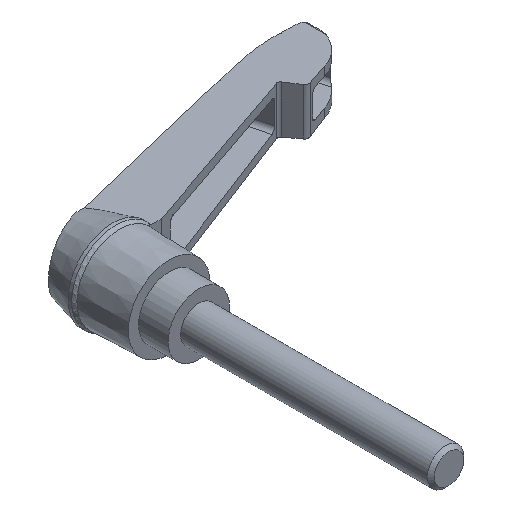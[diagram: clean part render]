
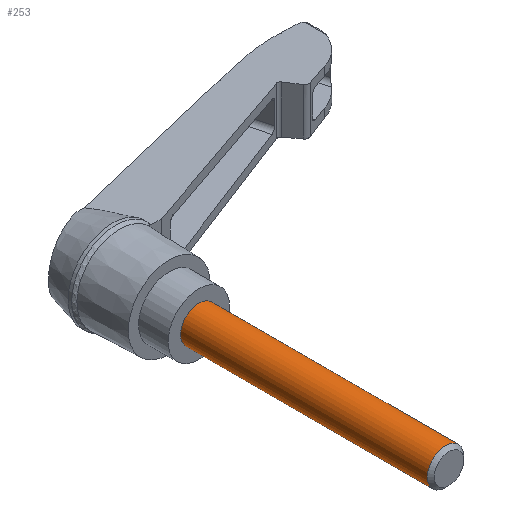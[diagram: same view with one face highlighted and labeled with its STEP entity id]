
A CAD part, isometric view. The second image highlights one B-rep face of the part: STEP entity #253.
In plain terms, the highlighted cylindrical face has radius 4 mm (diameter 8 mm), a full revolution.
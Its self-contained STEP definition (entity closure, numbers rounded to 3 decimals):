
#253 = ADVANCED_FACE( '', ( #517, #518 ), #519, .T. );
#517 = FACE_OUTER_BOUND( '', #783, .T. );
#518 = FACE_OUTER_BOUND( '', #784, .T. );
#519 = CYLINDRICAL_SURFACE( '', #785, 4. );
#783 = EDGE_LOOP( '', ( #1504 ) );
#784 = EDGE_LOOP( '', ( #1505 ) );
#785 = AXIS2_PLACEMENT_3D( '', #1506, #1507, #1508 );
#1504 = ORIENTED_EDGE( '', *, *, #1726, .F. );
#1505 = ORIENTED_EDGE( '', *, *, #1697, .T. );
#1506 = CARTESIAN_POINT( '', ( 0., -55., 0. ) );
#1507 = DIRECTION( '', ( 0., 1., 0. ) );
#1508 = DIRECTION( '', ( 0., 0., -1. ) );
#1697 = EDGE_CURVE( '', #2080, #2080, #2081, .F. );
#1726 = EDGE_CURVE( '', #2125, #2125, #2126, .T. );
#2080 = VERTEX_POINT( '', #2671 );
#2081 = CIRCLE( '', #2672, 4. );
#2125 = VERTEX_POINT( '', #2739 );
#2126 = CIRCLE( '', #2740, 4. );
#2671 = CARTESIAN_POINT( '', ( 0., 0., 4. ) );
#2672 = AXIS2_PLACEMENT_3D( '', #3194, #3195, #3196 );
#2739 = CARTESIAN_POINT( '', ( 0., -54.233, -4. ) );
#2740 = AXIS2_PLACEMENT_3D( '', #3226, #3227, #3228 );
#3194 = CARTESIAN_POINT( '', ( 0., 0., 0. ) );
#3195 = DIRECTION( '', ( 0., 1., 0. ) );
#3196 = DIRECTION( '', ( 0., 0., 1. ) );
#3226 = CARTESIAN_POINT( '', ( 0., -54.233, 0. ) );
#3227 = DIRECTION( '', ( 0., -1., 0. ) );
#3228 = DIRECTION( '', ( 0., 0., -1. ) );
